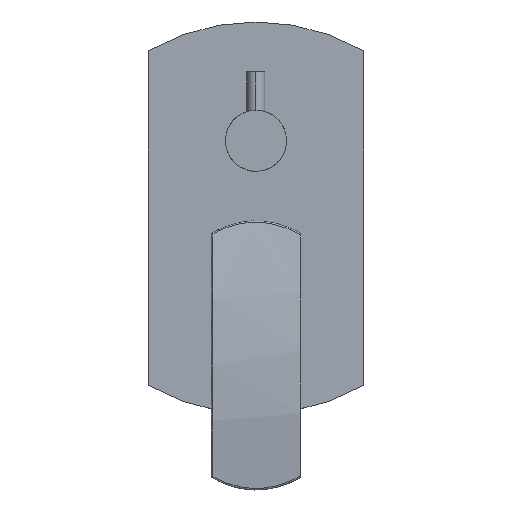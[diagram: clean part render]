
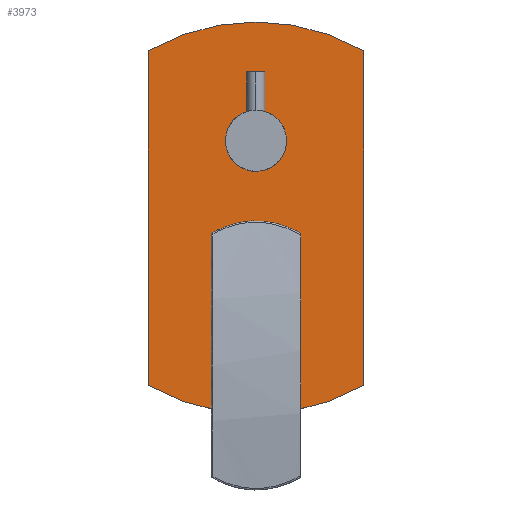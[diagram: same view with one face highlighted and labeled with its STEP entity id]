
A CAD part, top view. The second image highlights one B-rep face of the part: STEP entity #3973.
In plain terms, the highlighted planar face has unit normal (0, 0, 1).
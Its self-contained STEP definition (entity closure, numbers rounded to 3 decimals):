
#12 = VERTEX_POINT ( 'NONE', #4347 ) ;
#46 = EDGE_CURVE ( 'NONE', #2813, #2247, #1756, .T. ) ;
#112 = AXIS2_PLACEMENT_3D ( 'NONE', #2005, #4120, #1341 ) ;
#165 = DIRECTION ( 'NONE',  ( 0., 0., 1. ) ) ;
#236 = CIRCLE ( 'NONE', #112, 21.25 ) ;
#267 = CARTESIAN_POINT ( 'NONE',  ( 137.878, 260.879, 2. ) ) ;
#330 = AXIS2_PLACEMENT_3D ( 'NONE', #3890, #2843, #1474 ) ;
#356 = VERTEX_POINT ( 'NONE', #1127 ) ;
#452 = CARTESIAN_POINT ( 'NONE',  ( 139.878, 0., 2. ) ) ;
#465 = EDGE_CURVE ( 'NONE', #4216, #2813, #559, .T. ) ;
#559 = LINE ( 'NONE', #2603, #1493 ) ;
#622 = VERTEX_POINT ( 'NONE', #1699 ) ;
#643 = DIRECTION ( 'NONE',  ( 1., 0., 0. ) ) ;
#650 = AXIS2_PLACEMENT_3D ( 'NONE', #3800, #2393, #643 ) ;
#677 = DIRECTION ( 'NONE',  ( 0., 0., 1. ) ) ;
#692 = CARTESIAN_POINT ( 'NONE',  ( 19.878, 260.879, 2. ) ) ;
#707 = ORIENTED_EDGE ( 'NONE', *, *, #2285, .F. ) ;
#725 = DIRECTION ( 'NONE',  ( 0., 0., 1. ) ) ;
#736 = ORIENTED_EDGE ( 'NONE', *, *, #2938, .T. ) ;
#805 = DIRECTION ( 'NONE',  ( 0., -1., 0. ) ) ;
#825 = DIRECTION ( 'NONE',  ( 1., 0., 0. ) ) ;
#840 = DIRECTION ( 'NONE',  ( 0., 0., 1. ) ) ;
#1040 = CARTESIAN_POINT ( 'NONE',  ( 19.878, 76.879, 2. ) ) ;
#1050 = FACE_BOUND ( 'NONE', #1935, .T. ) ;
#1062 = AXIS2_PLACEMENT_3D ( 'NONE', #2051, #677, #3799 ) ;
#1109 = EDGE_CURVE ( 'NONE', #4512, #3539, #236, .T. ) ;
#1118 = AXIS2_PLACEMENT_3D ( 'NONE', #2549, #2879, #825 ) ;
#1127 = CARTESIAN_POINT ( 'NONE',  ( 138.861, 262.621, 2. ) ) ;
#1169 = EDGE_CURVE ( 'NONE', #12, #1609, #3199, .T. ) ;
#1176 = AXIS2_PLACEMENT_3D ( 'NONE', #2535, #840, #4256 ) ;
#1227 = EDGE_CURVE ( 'NONE', #356, #3504, #1274, .T. ) ;
#1253 = DIRECTION ( 'NONE',  ( 1., 0., 0. ) ) ;
#1274 = CIRCLE ( 'NONE', #2551, 120. ) ;
#1341 = DIRECTION ( 'NONE',  ( 1., 0., 0. ) ) ;
#1364 = CARTESIAN_POINT ( 'NONE',  ( 58.628, 141.879, 2. ) ) ;
#1454 = CARTESIAN_POINT ( 'NONE',  ( 139.878, 76.879, 2. ) ) ;
#1474 = DIRECTION ( 'NONE',  ( 1., 0., 0. ) ) ;
#1493 = VECTOR ( 'NONE', #2022, 1000. ) ;
#1545 = EDGE_CURVE ( 'NONE', #622, #1777, #2835, .T. ) ;
#1609 = VERTEX_POINT ( 'NONE', #3477 ) ;
#1612 = CARTESIAN_POINT ( 'NONE',  ( 137.878, 76.879, 2. ) ) ;
#1699 = CARTESIAN_POINT ( 'NONE',  ( 138.861, 75.138, 2. ) ) ;
#1713 = ORIENTED_EDGE ( 'NONE', *, *, #1169, .F. ) ;
#1756 = CIRCLE ( 'NONE', #2380, 2. ) ;
#1770 = EDGE_CURVE ( 'NONE', #2247, #622, #4350, .T. ) ;
#1777 = VERTEX_POINT ( 'NONE', #4269 ) ;
#1793 = EDGE_CURVE ( 'NONE', #3504, #4216, #1801, .T. ) ;
#1801 = CIRCLE ( 'NONE', #1176, 2. ) ;
#1924 = EDGE_LOOP ( 'NONE', ( #707, #3442 ) ) ;
#1927 = CARTESIAN_POINT ( 'NONE',  ( 138.913, -1.706, 2. ) ) ;
#1935 = EDGE_LOOP ( 'NONE', ( #1713, #3051 ) ) ;
#1976 = CARTESIAN_POINT ( 'NONE',  ( 20.895, 262.621, 2. ) ) ;
#1981 = DIRECTION ( 'NONE',  ( 0., 0., 1. ) ) ;
#2005 = CARTESIAN_POINT ( 'NONE',  ( 79.878, 141.879, 2. ) ) ;
#2022 = DIRECTION ( 'NONE',  ( 0., -1., 0. ) ) ;
#2051 = CARTESIAN_POINT ( 'NONE',  ( 79.878, 211.879, 2. ) ) ;
#2058 = EDGE_CURVE ( 'NONE', #1609, #12, #3247, .T. ) ;
#2083 = ORIENTED_EDGE ( 'NONE', *, *, #2347, .T. ) ;
#2155 = ORIENTED_EDGE ( 'NONE', *, *, #1545, .T. ) ;
#2247 = VERTEX_POINT ( 'NONE', #4279 ) ;
#2255 = EDGE_LOOP ( 'NONE', ( #2631, #3010, #2902, #3559, #3658, #2155, #736, #2470, #2083 ) ) ;
#2285 = EDGE_CURVE ( 'NONE', #3539, #4512, #3917, .T. ) ;
#2347 = EDGE_CURVE ( 'NONE', #4317, #356, #2993, .T. ) ;
#2380 = AXIS2_PLACEMENT_3D ( 'NONE', #4400, #165, #1253 ) ;
#2393 = DIRECTION ( 'NONE',  ( 0., 0., 1. ) ) ;
#2470 = ORIENTED_EDGE ( 'NONE', *, *, #3722, .F. ) ;
#2509 = VERTEX_POINT ( 'NONE', #1454 ) ;
#2535 = CARTESIAN_POINT ( 'NONE',  ( 21.878, 260.879, 2. ) ) ;
#2549 = CARTESIAN_POINT ( 'NONE',  ( 79.878, 179.641, 2. ) ) ;
#2551 = AXIS2_PLACEMENT_3D ( 'NONE', #3153, #725, #4191 ) ;
#2603 = CARTESIAN_POINT ( 'NONE',  ( 19.878, 0., 2. ) ) ;
#2609 = AXIS2_PLACEMENT_3D ( 'NONE', #267, #2709, #3370 ) ;
#2631 = ORIENTED_EDGE ( 'NONE', *, *, #1227, .T. ) ;
#2692 = DIRECTION ( 'NONE',  ( 1., 0., 0. ) ) ;
#2709 = DIRECTION ( 'NONE',  ( 0., 0., 1. ) ) ;
#2796 = AXIS2_PLACEMENT_3D ( 'NONE', #3033, #3354, #2692 ) ;
#2813 = VERTEX_POINT ( 'NONE', #1040 ) ;
#2835 = CIRCLE ( 'NONE', #3482, 2. ) ;
#2843 = DIRECTION ( 'NONE',  ( 0., 0., 1. ) ) ;
#2879 = DIRECTION ( 'NONE',  ( 0., 0., 1. ) ) ;
#2902 = ORIENTED_EDGE ( 'NONE', *, *, #465, .T. ) ;
#2938 = EDGE_CURVE ( 'NONE', #1777, #2509, #3911, .T. ) ;
#2993 = CIRCLE ( 'NONE', #2609, 2. ) ;
#3010 = ORIENTED_EDGE ( 'NONE', *, *, #1793, .T. ) ;
#3033 = CARTESIAN_POINT ( 'NONE',  ( 79.878, 141.879, 2. ) ) ;
#3051 = ORIENTED_EDGE ( 'NONE', *, *, #2058, .F. ) ;
#3090 = FACE_BOUND ( 'NONE', #1924, .T. ) ;
#3139 = VECTOR ( 'NONE', #805, 1000. ) ;
#3153 = CARTESIAN_POINT ( 'NONE',  ( 79.878, 158.117, 2. ) ) ;
#3187 = FACE_OUTER_BOUND ( 'NONE', #2255, .T. ) ;
#3199 = CIRCLE ( 'NONE', #1062, 12.5 ) ;
#3247 = CIRCLE ( 'NONE', #330, 12.5 ) ;
#3354 = DIRECTION ( 'NONE',  ( 0., 0., 1. ) ) ;
#3370 = DIRECTION ( 'NONE',  ( 1., 0., 0. ) ) ;
#3442 = ORIENTED_EDGE ( 'NONE', *, *, #1109, .F. ) ;
#3477 = CARTESIAN_POINT ( 'NONE',  ( 92.378, 211.879, 2. ) ) ;
#3482 = AXIS2_PLACEMENT_3D ( 'NONE', #1612, #1981, #4081 ) ;
#3504 = VERTEX_POINT ( 'NONE', #1976 ) ;
#3532 = CARTESIAN_POINT ( 'NONE',  ( 139.878, 260.879, 2. ) ) ;
#3539 = VERTEX_POINT ( 'NONE', #1364 ) ;
#3559 = ORIENTED_EDGE ( 'NONE', *, *, #46, .T. ) ;
#3570 = VECTOR ( 'NONE', #4362, 1000. ) ;
#3577 = CARTESIAN_POINT ( 'NONE',  ( 101.128, 141.879, 2. ) ) ;
#3658 = ORIENTED_EDGE ( 'NONE', *, *, #1770, .T. ) ;
#3722 = EDGE_CURVE ( 'NONE', #4317, #2509, #4080, .T. ) ;
#3774 = PLANE ( 'NONE',  #650 ) ;
#3799 = DIRECTION ( 'NONE',  ( 1., 0., 0. ) ) ;
#3800 = CARTESIAN_POINT ( 'NONE',  ( 0., 0., 2. ) ) ;
#3890 = CARTESIAN_POINT ( 'NONE',  ( 79.878, 211.879, 2. ) ) ;
#3911 = LINE ( 'NONE', #1927, #3570 ) ;
#3917 = CIRCLE ( 'NONE', #2796, 21.25 ) ;
#3973 = ADVANCED_FACE ( 'NONE', ( #3090, #1050, #3187 ), #3774, .T. ) ;
#4080 = LINE ( 'NONE', #452, #3139 ) ;
#4081 = DIRECTION ( 'NONE',  ( 1., 0., 0. ) ) ;
#4120 = DIRECTION ( 'NONE',  ( 0., 0., 1. ) ) ;
#4191 = DIRECTION ( 'NONE',  ( 1., 0., 0. ) ) ;
#4216 = VERTEX_POINT ( 'NONE', #692 ) ;
#4256 = DIRECTION ( 'NONE',  ( 1., 0., 0. ) ) ;
#4269 = CARTESIAN_POINT ( 'NONE',  ( 139.877, 76.83, 2. ) ) ;
#4279 = CARTESIAN_POINT ( 'NONE',  ( 20.895, 75.138, 2. ) ) ;
#4317 = VERTEX_POINT ( 'NONE', #3532 ) ;
#4347 = CARTESIAN_POINT ( 'NONE',  ( 67.378, 211.879, 2. ) ) ;
#4350 = CIRCLE ( 'NONE', #1118, 120. ) ;
#4362 = DIRECTION ( 'NONE',  ( 0.012, 1., 0. ) ) ;
#4400 = CARTESIAN_POINT ( 'NONE',  ( 21.878, 76.879, 2. ) ) ;
#4512 = VERTEX_POINT ( 'NONE', #3577 ) ;
